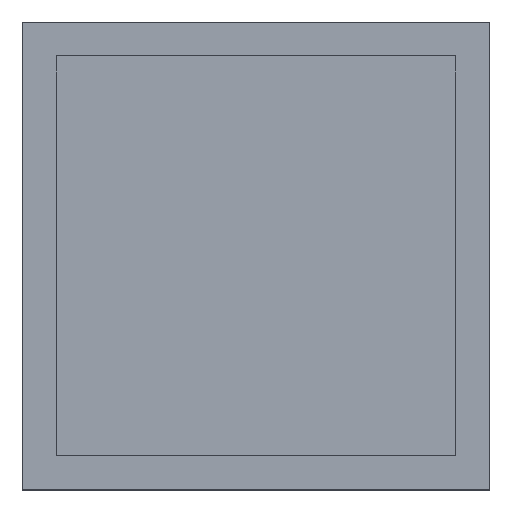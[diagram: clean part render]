
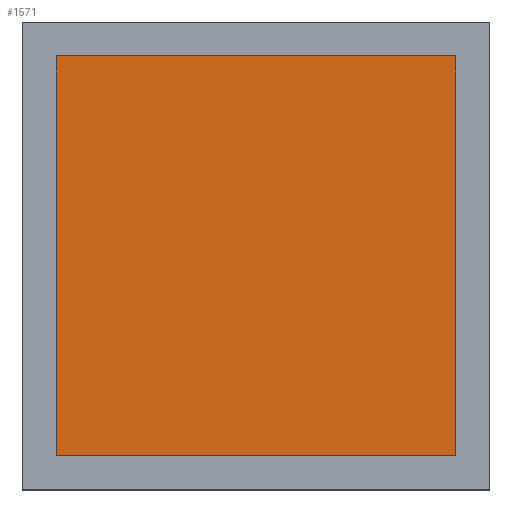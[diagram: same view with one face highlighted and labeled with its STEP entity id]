
A CAD part, top view. The second image highlights one B-rep face of the part: STEP entity #1571.
In plain terms, the highlighted free-form (B-spline) face has degree [1, 1] with [2, 2] control points.
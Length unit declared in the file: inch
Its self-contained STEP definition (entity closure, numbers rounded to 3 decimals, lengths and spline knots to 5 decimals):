
#14 = VERTEX_POINT ( 'NONE', #1136 ) ;
#233 = ORIENTED_EDGE ( 'NONE', *, *, #1170, .T. ) ;
#238 = CARTESIAN_POINT ( 'NONE',  ( -0.06142, 0.06142, 0.00197 ) ) ;
#264 = CARTESIAN_POINT ( 'NONE',  ( 0.06142, 0.06142, 0.00197 ) ) ;
#324 = CARTESIAN_POINT ( 'NONE',  ( 0.06142, 0.06142, 0.00197 ) ) ;
#425 = VERTEX_POINT ( 'NONE', #1089 ) ;
#437 = CARTESIAN_POINT ( 'NONE',  ( -0.06142, -0.06142, 0.00197 ) ) ;
#469 = EDGE_LOOP ( 'NONE', ( #1094, #485, #1499, #233 ) ) ;
#484 = FACE_OUTER_BOUND ( 'NONE', #469, .T. ) ;
#485 = ORIENTED_EDGE ( 'NONE', *, *, #724, .T. ) ;
#561 = B_SPLINE_CURVE_WITH_KNOTS ( 'NONE', 1,
 ( #1421, #1168 ),
 .UNSPECIFIED., .F., .F.,
 ( 2, 2 ),
 ( 0., 1. ),
 .UNSPECIFIED. ) ;
#565 = CARTESIAN_POINT ( 'NONE',  ( -0.06142, -0.06142, 0.00197 ) ) ;
#661 = CARTESIAN_POINT ( 'NONE',  ( 0.06142, 0.06142, 0.00197 ) ) ;
#667 = CARTESIAN_POINT ( 'NONE',  ( 0.06142, -0.06142, 0.00197 ) ) ;
#699 = CARTESIAN_POINT ( 'NONE',  ( -0.06142, 0.06142, 0.00197 ) ) ;
#708 = B_SPLINE_CURVE_WITH_KNOTS ( 'NONE', 1,
 ( #784, #565 ),
 .UNSPECIFIED., .F., .F.,
 ( 2, 2 ),
 ( 0., 1. ),
 .UNSPECIFIED. ) ;
#724 = EDGE_CURVE ( 'NONE', #1046, #863, #776, .T. ) ;
#776 = B_SPLINE_CURVE_WITH_KNOTS ( 'NONE', 1,
 ( #324, #699 ),
 .UNSPECIFIED., .F., .F.,
 ( 2, 2 ),
 ( 0., 1. ),
 .UNSPECIFIED. ) ;
#784 = CARTESIAN_POINT ( 'NONE',  ( -0.06142, 0.06142, 0.00197 ) ) ;
#863 = VERTEX_POINT ( 'NONE', #238 ) ;
#948 = B_SPLINE_CURVE_WITH_KNOTS ( 'NONE', 1,
 ( #1484, #1354 ),
 .UNSPECIFIED., .F., .F.,
 ( 2, 2 ),
 ( 0., 1. ),
 .UNSPECIFIED. ) ;
#950 = B_SPLINE_SURFACE_WITH_KNOTS ( 'NONE', 1, 1, ( 
 ( #437, #1537 ),
 ( #667, #661 ) ),
 .UNSPECIFIED., .F., .F., .F.,
 ( 2, 2 ),
 ( 2, 2 ),
 ( 0., 1. ),
 ( 0., 1. ),
 .UNSPECIFIED. ) ;
#1046 = VERTEX_POINT ( 'NONE', #264 ) ;
#1089 = CARTESIAN_POINT ( 'NONE',  ( 0.06142, -0.06142, 0.00197 ) ) ;
#1094 = ORIENTED_EDGE ( 'NONE', *, *, #1275, .T. ) ;
#1136 = CARTESIAN_POINT ( 'NONE',  ( -0.06142, -0.06142, 0.00197 ) ) ;
#1150 = EDGE_CURVE ( 'NONE', #863, #14, #708, .T. ) ;
#1168 = CARTESIAN_POINT ( 'NONE',  ( 0.06142, -0.06142, 0.00197 ) ) ;
#1170 = EDGE_CURVE ( 'NONE', #14, #425, #561, .T. ) ;
#1275 = EDGE_CURVE ( 'NONE', #425, #1046, #948, .T. ) ;
#1354 = CARTESIAN_POINT ( 'NONE',  ( 0.06142, 0.06142, 0.00197 ) ) ;
#1421 = CARTESIAN_POINT ( 'NONE',  ( -0.06142, -0.06142, 0.00197 ) ) ;
#1484 = CARTESIAN_POINT ( 'NONE',  ( 0.06142, -0.06142, 0.00197 ) ) ;
#1499 = ORIENTED_EDGE ( 'NONE', *, *, #1150, .T. ) ;
#1537 = CARTESIAN_POINT ( 'NONE',  ( -0.06142, 0.06142, 0.00197 ) ) ;
#1571 = ADVANCED_FACE ( 'NONE', ( #484 ), #950, .T. ) ;
